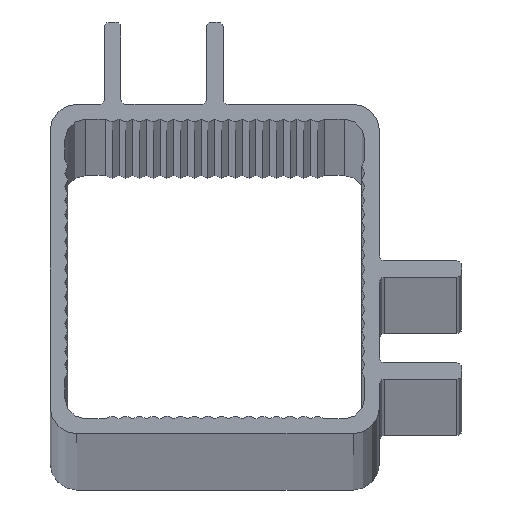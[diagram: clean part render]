
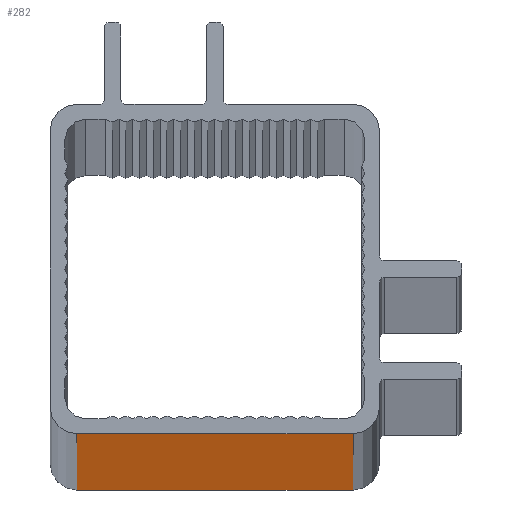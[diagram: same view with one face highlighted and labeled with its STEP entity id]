
A CAD part, top view. The second image highlights one B-rep face of the part: STEP entity #282.
In plain terms, the highlighted planar face has unit normal (0, -1, 0).
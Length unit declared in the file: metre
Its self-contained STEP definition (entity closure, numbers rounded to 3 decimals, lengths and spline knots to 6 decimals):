
#282=ADVANCED_FACE('',(#701),#702,.F.);
#701=FACE_OUTER_BOUND('',#1256,.T.);
#702=PLANE('',#1257);
#1256=EDGE_LOOP('',(#1995,#1996,#1997,#1998));
#1257=AXIS2_PLACEMENT_3D('',#1999,#2000,#2001);
#1995=ORIENTED_EDGE('',*,*,#3681,.T.);
#1996=ORIENTED_EDGE('',*,*,#3682,.F.);
#1997=ORIENTED_EDGE('',*,*,#3683,.F.);
#1998=ORIENTED_EDGE('',*,*,#3684,.T.);
#1999=CARTESIAN_POINT('',(0.361098,0.123224,0.0));
#2000=DIRECTION('',(0.0,1.0,0.0));
#2001=DIRECTION('',(0.0,0.0,1.0));
#3681=EDGE_CURVE('',#4539,#4540,#4541,.T.);
#3682=EDGE_CURVE('',#4542,#4540,#4543,.T.);
#3683=EDGE_CURVE('',#4544,#4542,#4545,.T.);
#3684=EDGE_CURVE('',#4544,#4539,#4546,.T.);
#4539=VERTEX_POINT('',#5755);
#4540=VERTEX_POINT('',#5756);
#4541=LINE('',#5757,#5758);
#4542=VERTEX_POINT('',#5759);
#4543=LINE('',#5760,#5761);
#4544=VERTEX_POINT('',#5762);
#4545=LINE('',#5763,#5764);
#4546=LINE('',#5765,#5766);
#5755=CARTESIAN_POINT('',(0.339762,0.123224,-2.4892));
#5756=CARTESIAN_POINT('',(0.361098,0.123224,-2.4892));
#5757=CARTESIAN_POINT('',(0.361098,0.123224,-2.4892));
#5758=VECTOR('',#7040,1.0);
#5759=CARTESIAN_POINT('',(0.361098,0.123224,0.0));
#5760=CARTESIAN_POINT('',(0.361098,0.123224,0.0));
#5761=VECTOR('',#7041,1.0);
#5762=CARTESIAN_POINT('',(0.339762,0.123224,0.0));
#5763=CARTESIAN_POINT('',(0.361098,0.123224,0.0));
#5764=VECTOR('',#7042,1.0);
#5765=CARTESIAN_POINT('',(0.339762,0.123224,0.0));
#5766=VECTOR('',#7043,1.0);
#7040=DIRECTION('',(1.0,0.0,0.0));
#7041=DIRECTION('',(0.0,0.0,-1.0));
#7042=DIRECTION('',(1.0,0.0,0.0));
#7043=DIRECTION('',(0.0,0.0,-1.0));
